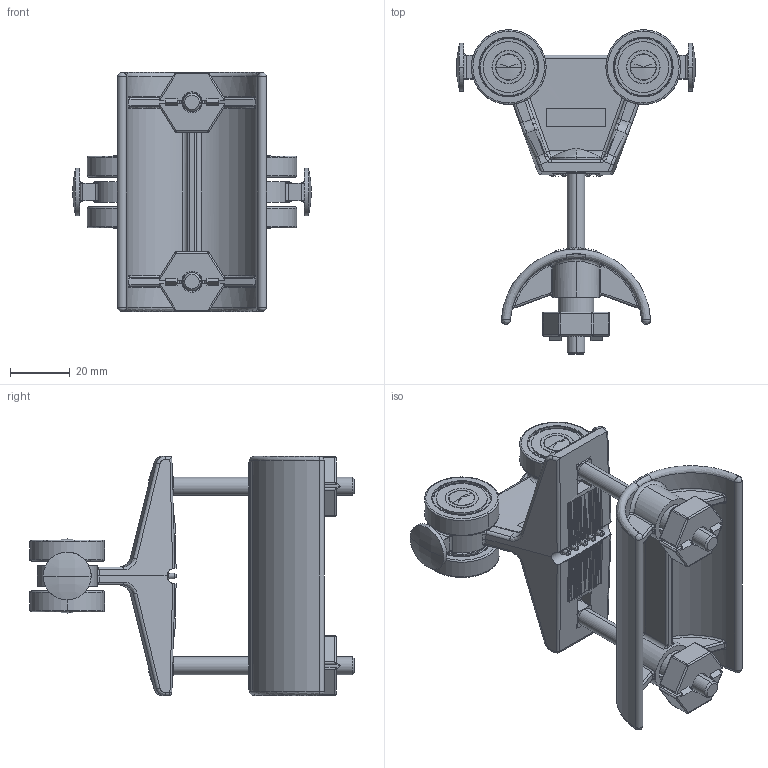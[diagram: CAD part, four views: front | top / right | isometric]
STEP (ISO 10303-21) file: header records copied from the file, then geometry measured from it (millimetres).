
FILE_DESCRIPTION (( 'STEP AP214' ), '1' );
FILE_NAME ('0020591_E30-LWF-23941.STEP', '2015-12-10T10:48:31', ( 'install' ), ( 'Hewlett-Packard Company' ), 'SwSTEP 2.0', 'SolidWorks 2010', '' );
FILE_SCHEMA (( 'AUTOMOTIVE_DESIGN' ));
Length unit declared in the file: millimetre
Products named in the file (1): 0020591_E30-LWF-23941
Bounding box: 79.77 x 108.5 x 80 mm (x, y, z)
Surface area: 40071.1 mm2 (no closed solid volume)
Topology: 0 solids, 32 shells, 986 faces, 2389 edges, 1415 vertices
Faces by surface type: plane 456, cylinder 316, bspline 192, cone 22
Entity records: 56585 total; most frequent: CARTESIAN_POINT 24828, ORIENTED_EDGE 4364, DIRECTION 3962, EDGE_CURVE 2348, AXIS2_PLACEMENT_3D 1427, VERTEX_POINT 1415, VECTOR 1108, LINE 1108
